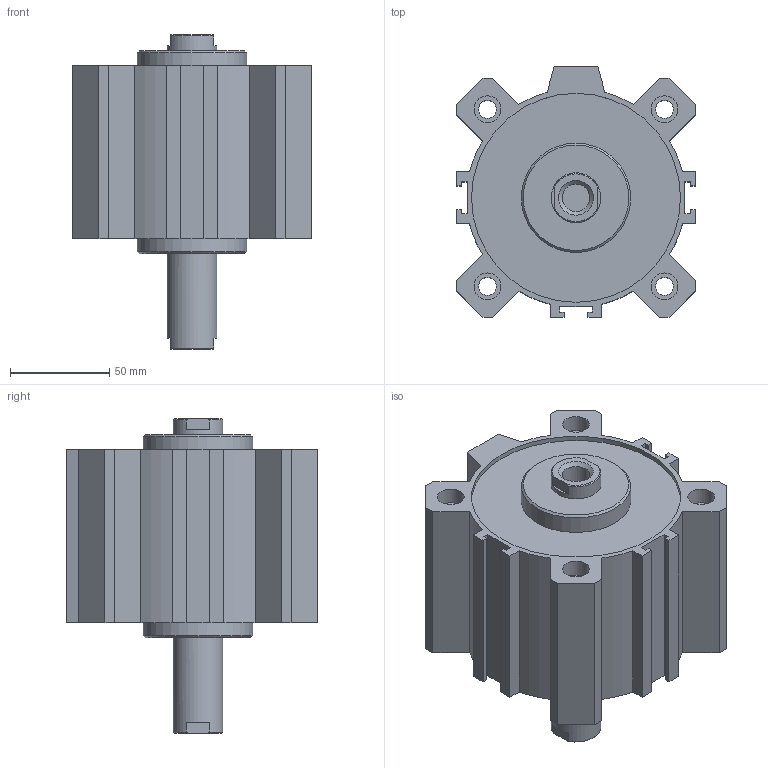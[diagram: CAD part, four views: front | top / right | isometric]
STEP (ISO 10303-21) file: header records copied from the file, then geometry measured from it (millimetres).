
FILE_DESCRIPTION(/* description */ (''),/* implementation_level */ '2;1');
FILE_NAME(/* name */ '1504_100_0040.stp',/* time_stamp */ '2016-08-24T15:17:22+02:00',/* author */ ('Maniean1'),/* organization */ (''),/* preprocessor_version */ 'ST-DEVELOPER v15.2',/* originating_system */ 'Autodesk Inventor 2014',/* authorisation */ '');
FILE_SCHEMA (('AUTOMOTIVE_DESIGN { 1 0 10303 214 3 1 1 }'));
Length unit declared in the file: millimetre
Products named in the file (3): C_1504_100_0040; S_1504_100_0040; 1504_100_0040
Bounding box: 120 x 126 x 158 mm (x, y, z)
Volume: 751914 mm3; surface area: 163207.6 mm2
Topology: 2 solids, 2 shells, 132 faces, 324 edges, 216 vertices
Faces by surface type: plane 88, cylinder 34, cone 10
Full cylindrical faces by diameter (mm): 9 x4, 13.5 x8, 13.835 x2, 14.95 x2, 25 x4, 55 x2, 100 x2, 105 x2
Entity records: 3744 total; most frequent: CARTESIAN_POINT 645, DIRECTION 634, ORIENTED_EDGE 568, EDGE_CURVE 284, AXIS2_PLACEMENT_3D 221, VERTEX_POINT 208, EDGE_LOOP 194, LINE 192
